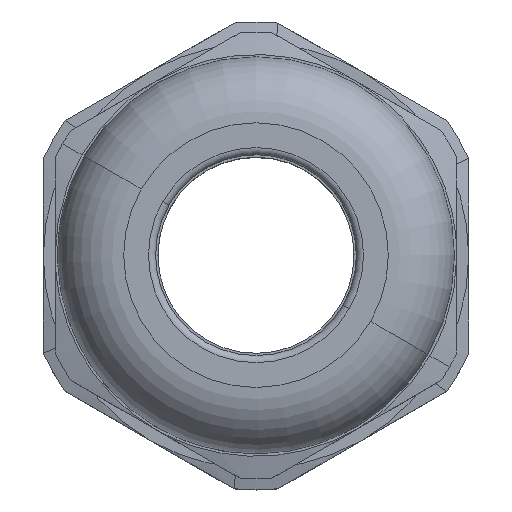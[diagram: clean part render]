
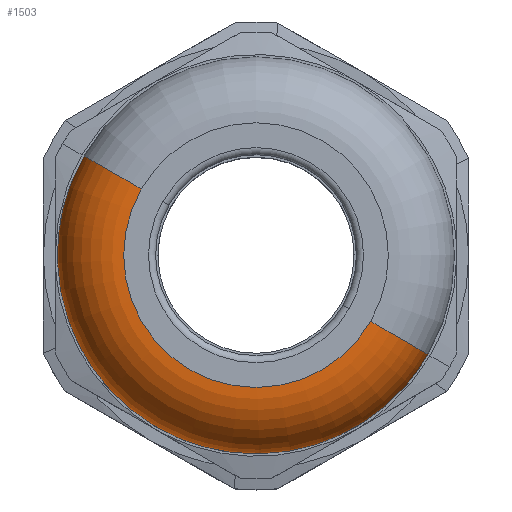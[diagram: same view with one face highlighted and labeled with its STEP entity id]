
A CAD part, top view. The second image highlights one B-rep face of the part: STEP entity #1503.
In plain terms, the highlighted toroidal (fillet/blend) face has major radius 5.6 mm and minor radius 2.8 mm.
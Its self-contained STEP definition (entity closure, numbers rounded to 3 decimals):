
#1327=AXIS2_PLACEMENT_3D('Circle Axis2P3D',#1325,#1326,$) ;
#1334=AXIS2_PLACEMENT_3D('Circle Axis2P3D',#1332,#1333,$) ;
#1490=AXIS2_PLACEMENT_3D('Torus Axis2P3D',#1487,#1488,#1489) ;
#1494=AXIS2_PLACEMENT_3D('Circle Axis2P3D',#1492,#1493,$) ;
#1257=CARTESIAN_POINT('Vertex',(1.725,14.1,26.8)) ;
#1264=CARTESIAN_POINT('Vertex',(16.275,5.7,26.8)) ;
#1292=CARTESIAN_POINT('Control Point',(1.725,14.1,26.8)) ;
#1293=CARTESIAN_POINT('Control Point',(1.066,12.957,26.8)) ;
#1294=CARTESIAN_POINT('Control Point',(0.63,11.685,26.8)) ;
#1295=CARTESIAN_POINT('Control Point',(0.453,10.342,26.8)) ;
#1296=CARTESIAN_POINT('Control Point',(0.636,7.659,26.8)) ;
#1297=CARTESIAN_POINT('Control Point',(1.819,5.244,26.8)) ;
#1298=CARTESIAN_POINT('Control Point',(2.644,4.169,26.8)) ;
#1299=CARTESIAN_POINT('Control Point',(4.67,2.401,26.8)) ;
#1300=CARTESIAN_POINT('Control Point',(7.215,1.53,26.8)) ;
#1301=CARTESIAN_POINT('Control Point',(8.558,1.353,26.8)) ;
#1302=CARTESIAN_POINT('Control Point',(11.241,1.536,26.8)) ;
#1303=CARTESIAN_POINT('Control Point',(13.656,2.719,26.8)) ;
#1304=CARTESIAN_POINT('Control Point',(14.731,3.544,26.8)) ;
#1305=CARTESIAN_POINT('Control Point',(15.615,4.557,26.8)) ;
#1306=CARTESIAN_POINT('Control Point',(16.275,5.7,26.8)) ;
#1325=CARTESIAN_POINT('Axis2P3D Location',(13.85,7.1,26.8)) ;
#1329=CARTESIAN_POINT('Vertex',(13.85,7.1,29.6)) ;
#1332=CARTESIAN_POINT('Axis2P3D Location',(4.15,12.7,26.8)) ;
#1336=CARTESIAN_POINT('Vertex',(4.15,12.7,29.6)) ;
#1487=CARTESIAN_POINT('Axis2P3D Location',(9.,9.9,26.8)) ;
#1492=CARTESIAN_POINT('Axis2P3D Location',(9.,9.9,29.6)) ;
#1326=DIRECTION('Axis2P3D Direction',(0.5,0.866,0.)) ;
#1333=DIRECTION('Axis2P3D Direction',(-0.5,-0.866,0.)) ;
#1488=DIRECTION('Axis2P3D Direction',(0.,0.,-1.)) ;
#1489=DIRECTION('Axis2P3D XDirection',(0.866,-0.5,0.)) ;
#1493=DIRECTION('Axis2P3D Direction',(0.,0.,-1.)) ;
#1498=ORIENTED_EDGE('',*,*,#1338,.F.) ;
#1499=ORIENTED_EDGE('',*,*,#1307,.T.) ;
#1500=ORIENTED_EDGE('',*,*,#1331,.F.) ;
#1501=ORIENTED_EDGE('',*,*,#1496,.T.) ;
#1503=ADVANCED_FACE('VG M16-MS 68 OT\\OT',(#1502),#1491,.T.) ;
#1291=B_SPLINE_CURVE_WITH_KNOTS('',5,(#1292,#1293,#1294,#1295,#1296,#1297,#1298,#1299,#1300,#1301,#1302,#1303,#1304,#1305,#1306),.UNSPECIFIED.,.F.,.U.,(6,3,3,3,6),(-13.195,-6.597,0.,6.597,13.195),.UNSPECIFIED.) ;
#1328=CIRCLE('generated circle',#1327,2.8) ;
#1335=CIRCLE('generated circle',#1334,2.8) ;
#1495=CIRCLE('generated circle',#1494,5.6) ;
#1491=TOROIDAL_SURFACE('homeo Torus',#1490,5.6,2.8) ;
#1307=EDGE_CURVE('',#1258,#1265,#1291,.T.) ;
#1331=EDGE_CURVE('',#1330,#1265,#1328,.T.) ;
#1338=EDGE_CURVE('',#1258,#1337,#1335,.F.) ;
#1496=EDGE_CURVE('',#1330,#1337,#1495,.T.) ;
#1497=EDGE_LOOP('',(#1498,#1499,#1500,#1501)) ;
#1502=FACE_OUTER_BOUND('',#1497,.T.) ;
#1258=VERTEX_POINT('',#1257) ;
#1265=VERTEX_POINT('',#1264) ;
#1330=VERTEX_POINT('',#1329) ;
#1337=VERTEX_POINT('',#1336) ;
